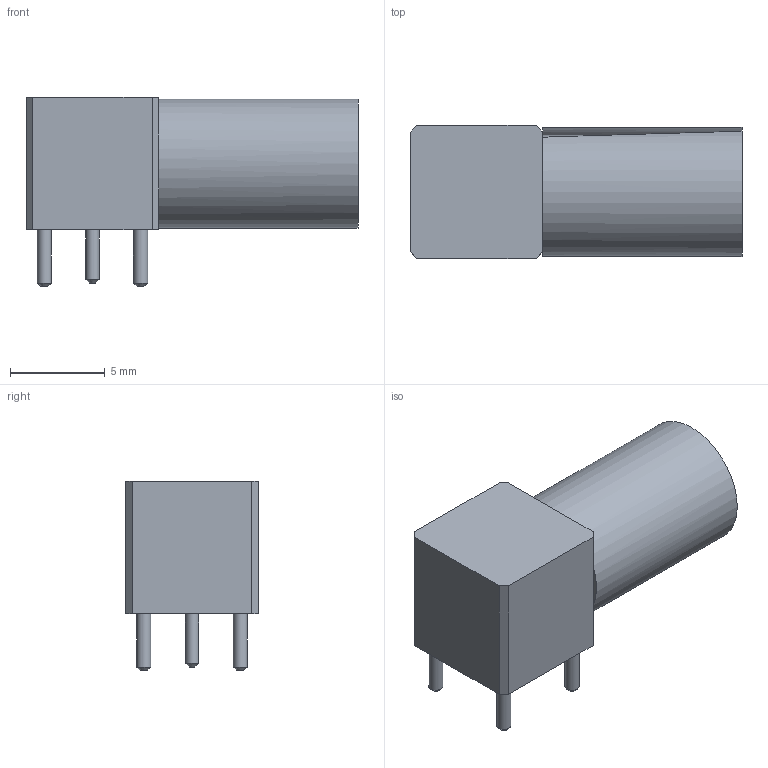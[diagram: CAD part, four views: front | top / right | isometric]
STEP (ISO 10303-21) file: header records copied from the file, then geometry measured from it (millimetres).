
FILE_DESCRIPTION(('FreeCAD Model'),'2;1');
FILE_NAME('Open CASCADE Shape Model','2021-06-03T20:01:33',( 'kicad StepUp'),('ksu MCAD'),'Open CASCADE STEP processor 7.5', 'FreeCAD','Unknown');
FILE_SCHEMA(('AUTOMOTIVE_DESIGN { 1 0 10303 214 1 1 1 1 }'));
Length unit declared in the file: millimetre
Products named in the file (1): LEMO-EPL.00.250.NTN
Bounding box: 17.5 x 7 x 10 mm (x, y, z)
Volume: 457.3 mm3; surface area: 779.9 mm2
Topology: 1 solids, 1 shells, 32 faces, 63 edges, 39 vertices
Faces by surface type: plane 20, cylinder 7, cone 5
Full cylindrical faces by diameter (mm): 0.7 x1, 0.75 x4, 6 x1
Entity records: 840 total; most frequent: DIRECTION 152, CARTESIAN_POINT 135, ORIENTED_EDGE 126, EDGE_CURVE 63, AXIS2_PLACEMENT_3D 56, LINE 40, VECTOR 40, VERTEX_POINT 39
